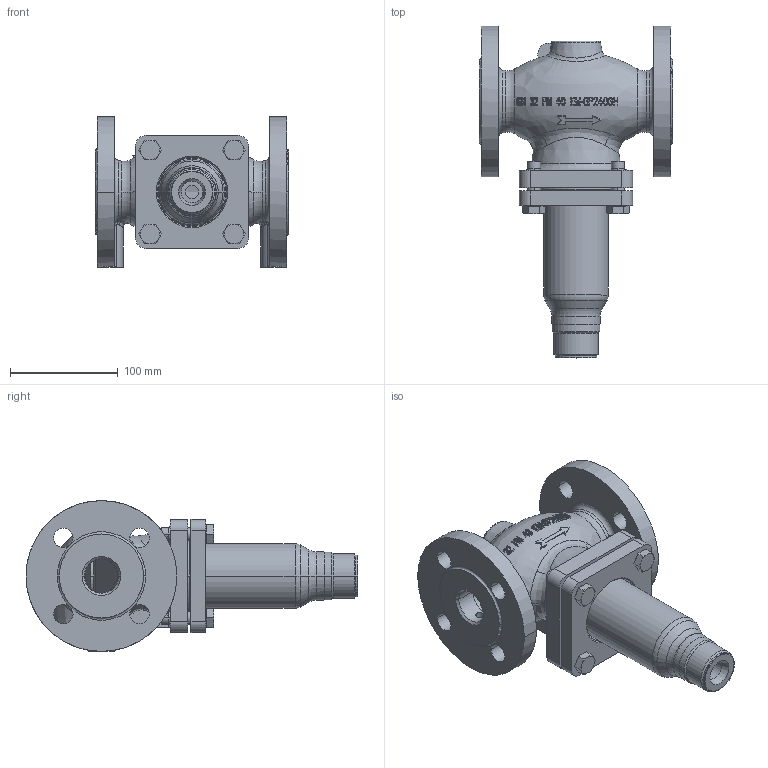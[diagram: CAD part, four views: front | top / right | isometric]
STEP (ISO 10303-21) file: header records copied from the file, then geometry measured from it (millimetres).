
FILE_DESCRIPTION((''),'2;1');
FILE_NAME('065B2414_ASM','2015-03-13T',('u317927'),('Danfoss'),'PRO/ENGINEER BY PARAMETRIC TECHNOLOGY CORPORATION, 2014000','PRO/ENGINEER BY PARAMETRIC TECHNOLOGY CORPORATION, 2014000','');
FILE_SCHEMA(('CONFIG_CONTROL_DESIGN'));
Length unit declared in the file: millimetre
Products named in the file (7): 8861404; 8861043; 8861045; 8861022; 5184022; ZVAR_1; 065B2414_ASM
Assembly tree (9 placements, depth 2):
  065B2414_ASM
    8861404
    8861043
    8861045
    8861022
    5184022  x4
    ZVAR_1
Bounding box: 180 x 308.1 x 140 mm (x, y, z)
Volume: 1315129 mm3; surface area: 298664.4 mm2
Topology: 9 solids, 21 shells, 982 faces, 2536 edges, 1626 vertices
Faces by surface type: plane 580, cylinder 173, bspline 91, cone 86, torus 50, sphere 2
Entity records: 32805 total; most frequent: CARTESIAN_POINT 11925, ORIENTED_EDGE 4688, DIRECTION 3759, EDGE_CURVE 2362, VERTEX_POINT 1518, AXIS2_PLACEMENT_3D 1449, EDGE_LOOP 994, FACE_OUTER_BOUND 901
